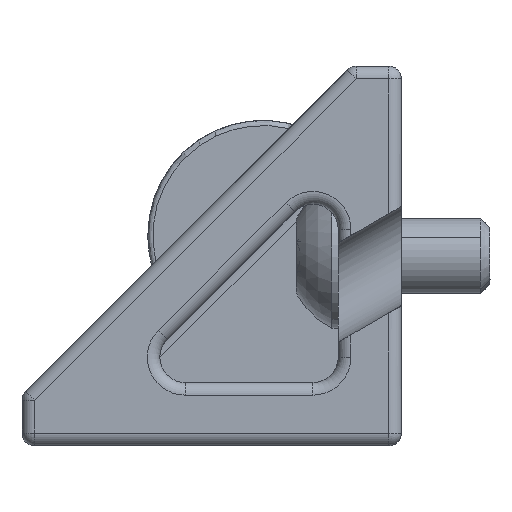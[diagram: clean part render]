
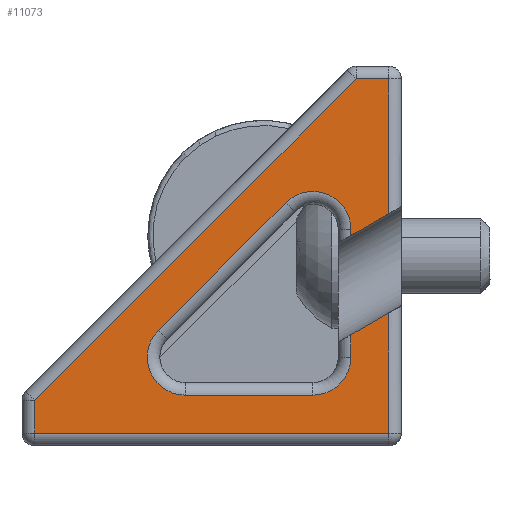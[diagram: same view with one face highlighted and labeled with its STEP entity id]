
A CAD part, left-side view. The second image highlights one B-rep face of the part: STEP entity #11073.
In plain terms, the highlighted planar face has unit normal (-1, 0, 0).
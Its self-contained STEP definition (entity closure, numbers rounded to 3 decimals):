
#389 = EDGE_CURVE ( 'NONE', #527, #7460, #13285, .T. ) ;
#527 = VERTEX_POINT ( 'NONE', #2199 ) ;
#608 = LINE ( 'NONE', #5759, #8342 ) ;
#1003 = CARTESIAN_POINT ( 'NONE',  ( -70., 4.098, 7.097 ) ) ;
#1161 = CARTESIAN_POINT ( 'NONE',  ( -70., 0.5, 0. ) ) ;
#1190 = EDGE_CURVE ( 'NONE', #4930, #12484, #6116, .T. ) ;
#1278 = LINE ( 'NONE', #12793, #9846 ) ;
#1586 = DIRECTION ( 'NONE',  ( 0., 0., 1. ) ) ;
#1728 = EDGE_CURVE ( 'NONE', #15398, #7872, #15171, .T. ) ;
#1814 = DIRECTION ( 'NONE',  ( 1., 0., 0. ) ) ;
#1826 = CARTESIAN_POINT ( 'NONE',  ( -70., 0., 0. ) ) ;
#2013 = CARTESIAN_POINT ( 'NONE',  ( -70., 0.5, 14.5 ) ) ;
#2177 = LINE ( 'NONE', #1003, #7566 ) ;
#2199 = CARTESIAN_POINT ( 'NONE',  ( -70., 14.5, 0.5 ) ) ;
#2203 = VECTOR ( 'NONE', #15447, 1000. ) ;
#2243 = CARTESIAN_POINT ( 'NONE',  ( -70., 2., 8.55 ) ) ;
#2304 = EDGE_CURVE ( 'NONE', #12484, #11597, #608, .T. ) ;
#2330 = CIRCLE ( 'NONE', #3698, 1.5 ) ;
#2380 = CIRCLE ( 'NONE', #13916, 1.5 ) ;
#2434 = VERTEX_POINT ( 'NONE', #6080 ) ;
#2613 = LINE ( 'NONE', #5244, #2203 ) ;
#2721 = DIRECTION ( 'NONE',  ( 1., 0., 0. ) ) ;
#2768 = ORIENTED_EDGE ( 'NONE', *, *, #1728, .T. ) ;
#2926 = VECTOR ( 'NONE', #10307, 1000. ) ;
#3385 = DIRECTION ( 'NONE',  ( 1., 0., 0. ) ) ;
#3698 = AXIS2_PLACEMENT_3D ( 'NONE', #10878, #1814, #6953 ) ;
#3869 = CARTESIAN_POINT ( 'NONE',  ( -70., 0.5, 0.5 ) ) ;
#4119 = CARTESIAN_POINT ( 'NONE',  ( -70., 14.5, 0. ) ) ;
#4163 = DIRECTION ( 'NONE',  ( 0., 0., -1. ) ) ;
#4303 = VECTOR ( 'NONE', #15259, 1000. ) ;
#4909 = VERTEX_POINT ( 'NONE', #8110 ) ;
#4930 = VERTEX_POINT ( 'NONE', #13281 ) ;
#5244 = CARTESIAN_POINT ( 'NONE',  ( -70., 8.146, 8.146 ) ) ;
#5538 = VERTEX_POINT ( 'NONE', #11975 ) ;
#5691 = VECTOR ( 'NONE', #12758, 1000. ) ;
#5712 = CARTESIAN_POINT ( 'NONE',  ( -70., 8.55, 2. ) ) ;
#5759 = CARTESIAN_POINT ( 'NONE',  ( -70., 0., 14.5 ) ) ;
#5954 = EDGE_CURVE ( 'NONE', #4909, #2434, #12449, .T. ) ;
#6080 = CARTESIAN_POINT ( 'NONE',  ( -70., 4.561, 9.611 ) ) ;
#6116 = LINE ( 'NONE', #1161, #2926 ) ;
#6216 = VERTEX_POINT ( 'NONE', #5712 ) ;
#6303 = FACE_OUTER_BOUND ( 'NONE', #7973, .T. ) ;
#6326 = CARTESIAN_POINT ( 'NONE',  ( -70., 0., 2. ) ) ;
#6556 = CARTESIAN_POINT ( 'NONE',  ( -70., 2., 8.308 ) ) ;
#6663 = DIRECTION ( 'NONE',  ( 0., 0.866, -0.5 ) ) ;
#6852 = VECTOR ( 'NONE', #16444, 1000. ) ;
#6919 = DIRECTION ( 'NONE',  ( 0., 1., 0. ) ) ;
#6953 = DIRECTION ( 'NONE',  ( 0., 0., -1. ) ) ;
#7093 = ORIENTED_EDGE ( 'NONE', *, *, #14536, .T. ) ;
#7347 = VERTEX_POINT ( 'NONE', #2243 ) ;
#7460 = VERTEX_POINT ( 'NONE', #3869 ) ;
#7566 = VECTOR ( 'NONE', #12678, 1000. ) ;
#7650 = DIRECTION ( 'NONE',  ( 0., 0., -1. ) ) ;
#7766 = CARTESIAN_POINT ( 'NONE',  ( -70., 3.5, 8.55 ) ) ;
#7806 = CIRCLE ( 'NONE', #14473, 1.5 ) ;
#7872 = VERTEX_POINT ( 'NONE', #16040 ) ;
#7973 = EDGE_LOOP ( 'NONE', ( #14228, #13515, #13566, #11677, #13051, #10586, #13706, #16220, #9869, #10797, #2768, #14759, #13871, #7093, #12835 ) ) ;
#8110 = CARTESIAN_POINT ( 'NONE',  ( -70., 9.611, 4.561 ) ) ;
#8166 = LINE ( 'NONE', #13261, #15457 ) ;
#8167 = CARTESIAN_POINT ( 'NONE',  ( -70., 14.5, 1.793 ) ) ;
#8342 = VECTOR ( 'NONE', #6919, 1000. ) ;
#8441 = EDGE_CURVE ( 'NONE', #4930, #11680, #2177, .T. ) ;
#8482 = EDGE_CURVE ( 'NONE', #7347, #11680, #11326, .T. ) ;
#8518 = DIRECTION ( 'NONE',  ( 0., 0., -1. ) ) ;
#9218 = EDGE_CURVE ( 'NONE', #7872, #10584, #2380, .T. ) ;
#9243 = LINE ( 'NONE', #4119, #16092 ) ;
#9513 = DIRECTION ( 'NONE',  ( 1., 0., 0. ) ) ;
#9846 = VECTOR ( 'NONE', #6663, 1000. ) ;
#9869 = ORIENTED_EDGE ( 'NONE', *, *, #13529, .T. ) ;
#10032 = EDGE_CURVE ( 'NONE', #14277, #527, #9243, .T. ) ;
#10256 = CARTESIAN_POINT ( 'NONE',  ( -70., 2., 0. ) ) ;
#10307 = DIRECTION ( 'NONE',  ( 0., 0., 1. ) ) ;
#10584 = VERTEX_POINT ( 'NONE', #14550 ) ;
#10586 = ORIENTED_EDGE ( 'NONE', *, *, #10814, .T. ) ;
#10757 = CARTESIAN_POINT ( 'NONE',  ( -70., 1.793, 14.5 ) ) ;
#10791 = VECTOR ( 'NONE', #15942, 1000. ) ;
#10797 = ORIENTED_EDGE ( 'NONE', *, *, #13033, .T. ) ;
#10814 = EDGE_CURVE ( 'NONE', #11597, #14277, #2613, .T. ) ;
#10878 = CARTESIAN_POINT ( 'NONE',  ( -70., 8.55, 3.5 ) ) ;
#11073 = ADVANCED_FACE ( 'NONE', ( #6303 ), #11493, .F. ) ;
#11156 = CARTESIAN_POINT ( 'NONE',  ( -70., 3.5, 3.5 ) ) ;
#11202 = CARTESIAN_POINT ( 'NONE',  ( -70., 2., 4.382 ) ) ;
#11326 = LINE ( 'NONE', #16249, #5691 ) ;
#11493 = PLANE ( 'NONE',  #16089 ) ;
#11597 = VERTEX_POINT ( 'NONE', #10757 ) ;
#11677 = ORIENTED_EDGE ( 'NONE', *, *, #1190, .T. ) ;
#11680 = VERTEX_POINT ( 'NONE', #6556 ) ;
#11975 = CARTESIAN_POINT ( 'NONE',  ( -70., 0.5, 5.248 ) ) ;
#12000 = DIRECTION ( 'NONE',  ( 0., 0., -1. ) ) ;
#12137 = CARTESIAN_POINT ( 'NONE',  ( -70., 0., 0.5 ) ) ;
#12378 = EDGE_CURVE ( 'NONE', #10584, #6216, #13792, .T. ) ;
#12449 = LINE ( 'NONE', #13601, #14437 ) ;
#12484 = VERTEX_POINT ( 'NONE', #2013 ) ;
#12616 = DIRECTION ( 'NONE',  ( 0., -0.707, 0.707 ) ) ;
#12678 = DIRECTION ( 'NONE',  ( 0., 0.866, -0.5 ) ) ;
#12758 = DIRECTION ( 'NONE',  ( 0., 0., -1. ) ) ;
#12793 = CARTESIAN_POINT ( 'NONE',  ( -70., 2.398, 4.153 ) ) ;
#12835 = ORIENTED_EDGE ( 'NONE', *, *, #5954, .T. ) ;
#13033 = EDGE_CURVE ( 'NONE', #5538, #15398, #1278, .T. ) ;
#13051 = ORIENTED_EDGE ( 'NONE', *, *, #2304, .T. ) ;
#13261 = CARTESIAN_POINT ( 'NONE',  ( -70., 0.5, 0. ) ) ;
#13281 = CARTESIAN_POINT ( 'NONE',  ( -70., 0.5, 9.174 ) ) ;
#13285 = LINE ( 'NONE', #12137, #10791 ) ;
#13515 = ORIENTED_EDGE ( 'NONE', *, *, #8482, .T. ) ;
#13529 = EDGE_CURVE ( 'NONE', #7460, #5538, #8166, .T. ) ;
#13566 = ORIENTED_EDGE ( 'NONE', *, *, #8441, .F. ) ;
#13601 = CARTESIAN_POINT ( 'NONE',  ( -70., 7.086, 7.086 ) ) ;
#13706 = ORIENTED_EDGE ( 'NONE', *, *, #10032, .T. ) ;
#13792 = LINE ( 'NONE', #6326, #6852 ) ;
#13871 = ORIENTED_EDGE ( 'NONE', *, *, #12378, .T. ) ;
#13916 = AXIS2_PLACEMENT_3D ( 'NONE', #11156, #3385, #8518 ) ;
#14228 = ORIENTED_EDGE ( 'NONE', *, *, #16473, .T. ) ;
#14277 = VERTEX_POINT ( 'NONE', #8167 ) ;
#14437 = VECTOR ( 'NONE', #12616, 1000. ) ;
#14473 = AXIS2_PLACEMENT_3D ( 'NONE', #7766, #2721, #4163 ) ;
#14536 = EDGE_CURVE ( 'NONE', #6216, #4909, #2330, .T. ) ;
#14550 = CARTESIAN_POINT ( 'NONE',  ( -70., 3.5, 2. ) ) ;
#14759 = ORIENTED_EDGE ( 'NONE', *, *, #9218, .T. ) ;
#15171 = LINE ( 'NONE', #10256, #4303 ) ;
#15259 = DIRECTION ( 'NONE',  ( 0., 0., -1. ) ) ;
#15398 = VERTEX_POINT ( 'NONE', #11202 ) ;
#15447 = DIRECTION ( 'NONE',  ( 0., 0.707, -0.707 ) ) ;
#15457 = VECTOR ( 'NONE', #1586, 1000. ) ;
#15942 = DIRECTION ( 'NONE',  ( 0., -1., 0. ) ) ;
#16040 = CARTESIAN_POINT ( 'NONE',  ( -70., 2., 3.5 ) ) ;
#16089 = AXIS2_PLACEMENT_3D ( 'NONE', #1826, #9513, #12000 ) ;
#16092 = VECTOR ( 'NONE', #7650, 1000. ) ;
#16220 = ORIENTED_EDGE ( 'NONE', *, *, #389, .T. ) ;
#16249 = CARTESIAN_POINT ( 'NONE',  ( -70., 2., 0. ) ) ;
#16444 = DIRECTION ( 'NONE',  ( 0., 1., 0. ) ) ;
#16473 = EDGE_CURVE ( 'NONE', #2434, #7347, #7806, .T. ) ;
